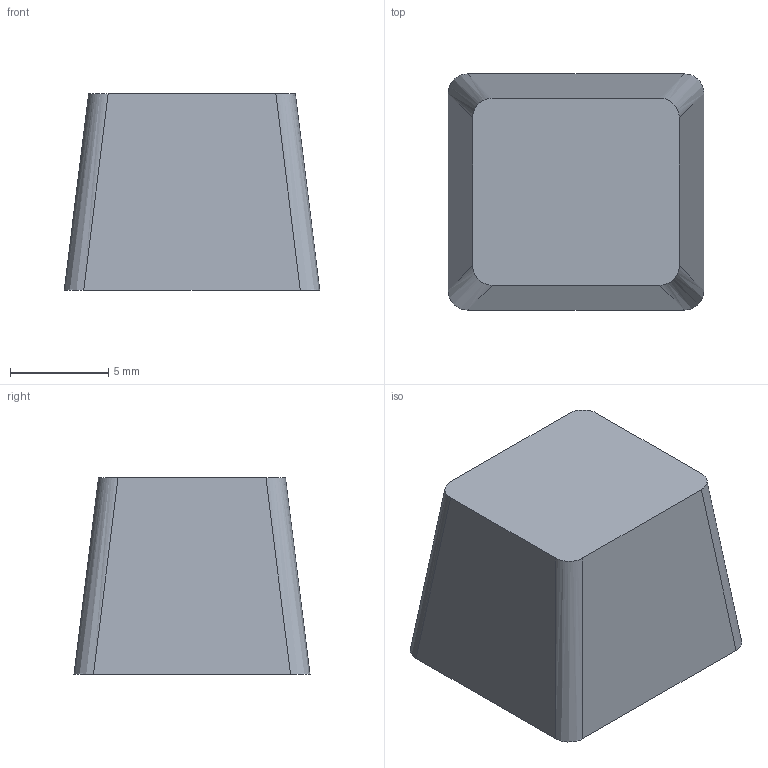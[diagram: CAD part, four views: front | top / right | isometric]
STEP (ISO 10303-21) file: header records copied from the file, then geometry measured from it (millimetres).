
FILE_DESCRIPTION(('FreeCAD Model'),'2;1');
FILE_NAME('Open CASCADE Shape Model','2025-02-12T01:02:38',(''),(''), 'Open CASCADE STEP processor 7.6','FreeCAD','Unknown');
FILE_SCHEMA(('AUTOMOTIVE_DESIGN { 1 0 10303 214 1 1 1 1 }'));
Length unit declared in the file: millimetre
Products named in the file (1): Body
Bounding box: 13 x 12 x 10 mm (x, y, z)
Volume: 924 mm3; surface area: 841 mm2
Topology: 1 solids, 1 shells, 24 faces, 60 edges, 40 vertices
Faces by surface type: plane 12, bspline 12
Entity records: 1050 total; most frequent: CARTESIAN_POINT 529, ORIENTED_EDGE 120, DIRECTION 66, EDGE_CURVE 60, VERTEX_POINT 40, LINE 40, VECTOR 40, FACE_BOUND 26
